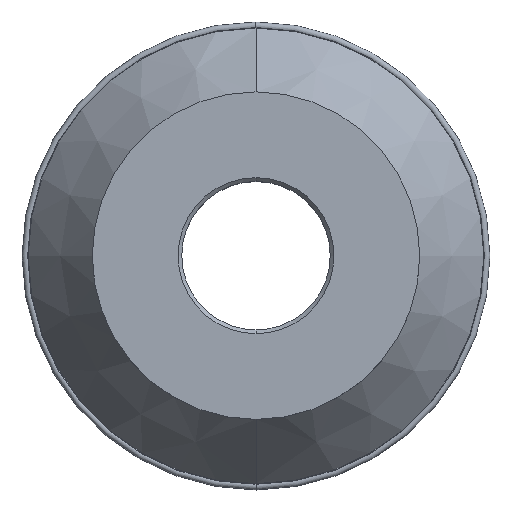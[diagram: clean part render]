
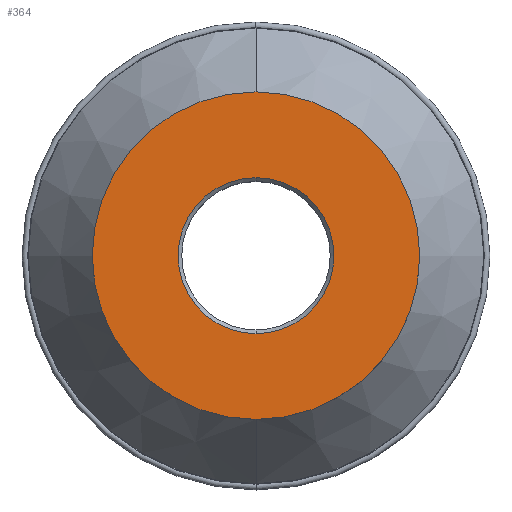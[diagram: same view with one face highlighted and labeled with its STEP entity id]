
A CAD part, top view. The second image highlights one B-rep face of the part: STEP entity #364.
In plain terms, the highlighted planar face has unit normal (0, 0, 1).
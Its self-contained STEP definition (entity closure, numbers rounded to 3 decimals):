
#196=VERTEX_POINT('',#522);
#198=EDGE_CURVE('',#196,#452,#524,.T.);
#218=EDGE_CURVE('',#272,#490,#544,.T.);
#222=EDGE_CURVE('',#452,#196,#549,.T.);
#260=EDGE_CURVE('',#490,#272,#592,.T.);
#272=VERTEX_POINT('',#606);
#364=ADVANCED_FACE('',(#711,#712),#713,.T.);
#452=VERTEX_POINT('',#809);
#490=VERTEX_POINT('',#849);
#522=CARTESIAN_POINT('',(0.0,16.669,0.0));
#524=CIRCLE('',#879,16.669);
#544=CIRCLE('',#907,35.0);
#549=CIRCLE('',#913,16.669);
#592=CIRCLE('',#970,35.0);
#606=CARTESIAN_POINT('',(0.0,35.0,0.0));
#711=FACE_BOUND('',#1118,.T.);
#712=FACE_OUTER_BOUND('',#1119,.T.);
#713=PLANE('',#1120);
#809=CARTESIAN_POINT('',(0.,-16.669,0.0));
#849=CARTESIAN_POINT('',(0.,-35.0,0.0));
#879=AXIS2_PLACEMENT_3D('',#1311,#1312,#1313);
#907=AXIS2_PLACEMENT_3D('',#1330,#1331,#1332);
#913=AXIS2_PLACEMENT_3D('',#1341,#1342,#1343);
#970=AXIS2_PLACEMENT_3D('',#1409,#1410,#1411);
#1118=EDGE_LOOP('',(#1590,#1591));
#1119=EDGE_LOOP('',(#1592,#1593));
#1120=AXIS2_PLACEMENT_3D('',#1594,#1595,#1596);
#1311=CARTESIAN_POINT('',(0.0,0.0,0.0));
#1312=DIRECTION('',(-0.0,0.0,-1.0));
#1313=DIRECTION('',(0.0,1.0,0.0));
#1330=CARTESIAN_POINT('',(0.0,0.0,0.0));
#1331=DIRECTION('',(0.0,0.0,-1.0));
#1332=DIRECTION('',(0.0,1.0,0.0));
#1341=CARTESIAN_POINT('',(0.0,0.0,0.0));
#1342=DIRECTION('',(-0.0,0.0,-1.0));
#1343=DIRECTION('',(0.0,1.0,0.0));
#1409=CARTESIAN_POINT('',(0.0,0.0,0.0));
#1410=DIRECTION('',(0.0,0.0,-1.0));
#1411=DIRECTION('',(0.0,1.0,0.0));
#1590=ORIENTED_EDGE('',*,*,#198,.T.);
#1591=ORIENTED_EDGE('',*,*,#222,.T.);
#1592=ORIENTED_EDGE('',*,*,#218,.F.);
#1593=ORIENTED_EDGE('',*,*,#260,.F.);
#1594=CARTESIAN_POINT('',(0.0,17.5,0.0));
#1595=DIRECTION('',(-0.0,0.0,1.0));
#1596=DIRECTION('',(0.0,-1.0,0.0));
